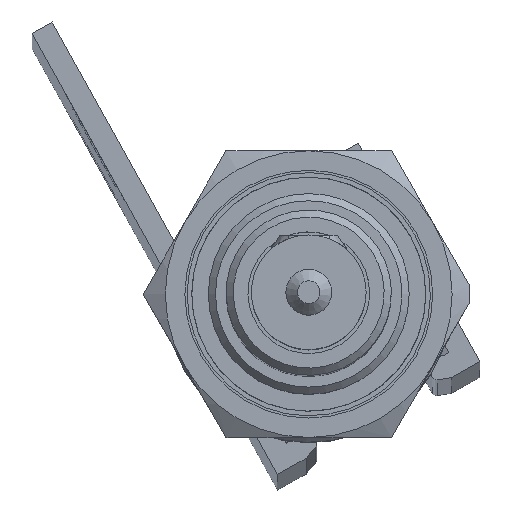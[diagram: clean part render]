
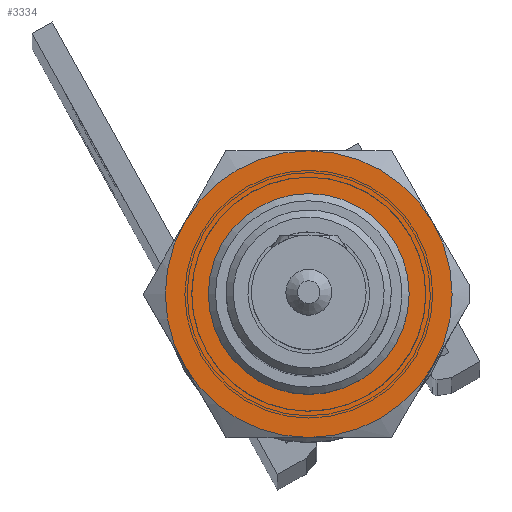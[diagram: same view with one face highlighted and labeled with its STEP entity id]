
A CAD part, top view. The second image highlights one B-rep face of the part: STEP entity #3334.
In plain terms, the highlighted face is planar.
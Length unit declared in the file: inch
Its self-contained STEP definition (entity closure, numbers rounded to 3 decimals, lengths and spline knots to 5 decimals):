
#752=PLANE('',#3769);
#884=FACE_BOUND('',#1352,.T.);
#1050=FACE_OUTER_BOUND('',#1351,.T.);
#1351=EDGE_LOOP('',(#2804,#2805,#2806,#2807,#2808,#2809));
#1352=EDGE_LOOP('',(#2810));
#1559=CIRCLE('',#3748,0.3125);
#1560=CIRCLE('',#3750,0.3125);
#1561=CIRCLE('',#3752,0.3125);
#1562=CIRCLE('',#3754,0.3125);
#1563=CIRCLE('',#3756,0.3125);
#1565=CIRCLE('',#3759,0.3125);
#1566=CIRCLE('',#3768,0.2025);
#1792=VERTEX_POINT('',#21534);
#1793=VERTEX_POINT('',#21538);
#1795=VERTEX_POINT('',#21545);
#1797=VERTEX_POINT('',#21555);
#1799=VERTEX_POINT('',#21568);
#1801=VERTEX_POINT('',#21578);
#1804=VERTEX_POINT('',#21609);
#2141=EDGE_CURVE('',#1792,#1793,#1559,.T.);
#2144=EDGE_CURVE('',#1795,#1792,#1560,.T.);
#2147=EDGE_CURVE('',#1797,#1795,#1561,.T.);
#2149=EDGE_CURVE('',#1799,#1797,#1562,.T.);
#2152=EDGE_CURVE('',#1801,#1799,#1563,.T.);
#2156=EDGE_CURVE('',#1793,#1801,#1565,.T.);
#2165=EDGE_CURVE('',#1804,#1804,#1566,.T.);
#2804=ORIENTED_EDGE('',*,*,#2156,.T.);
#2805=ORIENTED_EDGE('',*,*,#2152,.T.);
#2806=ORIENTED_EDGE('',*,*,#2149,.T.);
#2807=ORIENTED_EDGE('',*,*,#2147,.T.);
#2808=ORIENTED_EDGE('',*,*,#2144,.T.);
#2809=ORIENTED_EDGE('',*,*,#2141,.T.);
#2810=ORIENTED_EDGE('',*,*,#2165,.T.);
#3334=ADVANCED_FACE('',(#1050,#884),#752,.T.);
#3748=AXIS2_PLACEMENT_3D('',#21542,#4476,#4477);
#3750=AXIS2_PLACEMENT_3D('',#21552,#4480,#4481);
#3752=AXIS2_PLACEMENT_3D('',#21562,#4484,#4485);
#3754=AXIS2_PLACEMENT_3D('',#21569,#4488,#4489);
#3756=AXIS2_PLACEMENT_3D('',#21579,#4492,#4493);
#3759=AXIS2_PLACEMENT_3D('',#21590,#4498,#4499);
#3768=AXIS2_PLACEMENT_3D('',#21610,#4523,#4524);
#3769=AXIS2_PLACEMENT_3D('',#21611,#4525,#4526);
#4476=DIRECTION('center_axis',(-1.,0.,0.));
#4477=DIRECTION('ref_axis',(0.,1.,0.));
#4480=DIRECTION('center_axis',(-1.,0.,0.));
#4481=DIRECTION('ref_axis',(0.,1.,0.));
#4484=DIRECTION('center_axis',(-1.,0.,0.));
#4485=DIRECTION('ref_axis',(0.,1.,0.));
#4488=DIRECTION('center_axis',(-1.,0.,0.));
#4489=DIRECTION('ref_axis',(0.,1.,0.));
#4492=DIRECTION('center_axis',(-1.,0.,0.));
#4493=DIRECTION('ref_axis',(0.,1.,0.));
#4498=DIRECTION('center_axis',(-1.,0.,0.));
#4499=DIRECTION('ref_axis',(0.,1.,0.));
#4523=DIRECTION('center_axis',(1.,0.,0.));
#4524=DIRECTION('ref_axis',(0.,0.,-1.));
#4525=DIRECTION('center_axis',(-1.,0.,0.));
#4526=DIRECTION('ref_axis',(0.,0.,1.));
#21534=CARTESIAN_POINT('',(-0.29459,-0.15625,-0.27063));
#21538=CARTESIAN_POINT('',(-0.29459,-0.3125,0.));
#21542=CARTESIAN_POINT('Origin',(-0.29459,0.,0.));
#21545=CARTESIAN_POINT('',(-0.29459,0.15625,-0.27063));
#21552=CARTESIAN_POINT('Origin',(-0.29459,0.,0.));
#21555=CARTESIAN_POINT('',(-0.29459,0.3125,0.));
#21562=CARTESIAN_POINT('Origin',(-0.29459,0.,0.));
#21568=CARTESIAN_POINT('',(-0.29459,0.15625,0.27063));
#21569=CARTESIAN_POINT('Origin',(-0.29459,0.,0.));
#21578=CARTESIAN_POINT('',(-0.29459,-0.15625,0.27063));
#21579=CARTESIAN_POINT('Origin',(-0.29459,0.,0.));
#21590=CARTESIAN_POINT('Origin',(-0.29459,0.,0.));
#21609=CARTESIAN_POINT('',(-0.29459,0.2025,0.));
#21610=CARTESIAN_POINT('Origin',(-0.29459,0.,0.));
#21611=CARTESIAN_POINT('Origin',(-0.29459,0.49,0.));
